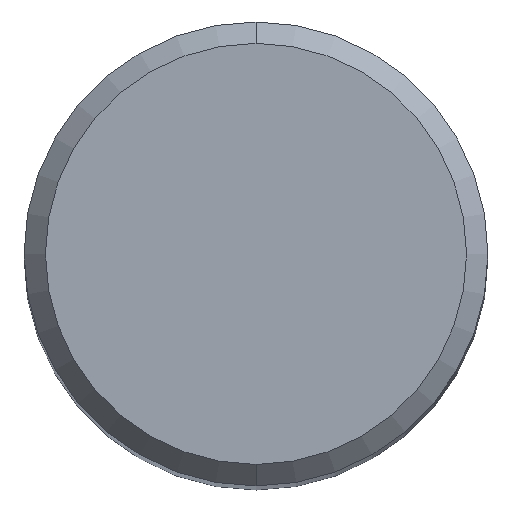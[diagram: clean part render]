
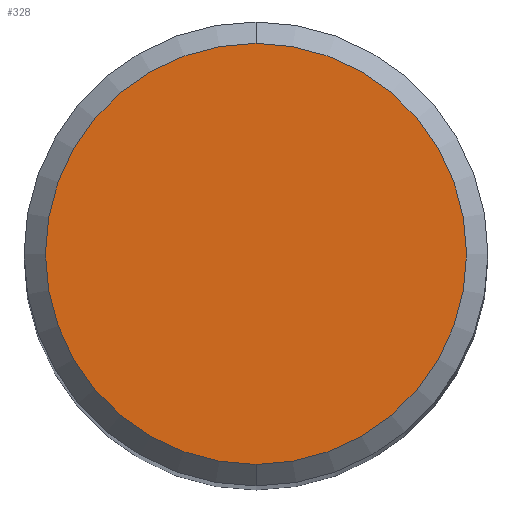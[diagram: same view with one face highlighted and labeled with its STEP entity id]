
A CAD part, top view. The second image highlights one B-rep face of the part: STEP entity #328.
In plain terms, the highlighted planar face has unit normal (0, 0, 1).
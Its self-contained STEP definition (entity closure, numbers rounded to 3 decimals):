
#274=EDGE_CURVE('',#382,#410,#586,.T.);
#300=EDGE_CURVE('',#410,#382,#614,.T.);
#328=ADVANCED_FACE('',(#643),#644,.T.);
#382=VERTEX_POINT('',#703);
#410=VERTEX_POINT('',#734);
#586=CIRCLE('',#1036,5.9);
#614=CIRCLE('',#1103,5.9);
#643=FACE_OUTER_BOUND('',#1201,.T.);
#644=PLANE('',#1202);
#703=CARTESIAN_POINT('',(0.0,5.9,0.0));
#734=CARTESIAN_POINT('',(0.,-5.9,0.0));
#1036=AXIS2_PLACEMENT_3D('',#1625,#1626,#1627);
#1103=AXIS2_PLACEMENT_3D('',#1646,#1647,#1648);
#1201=EDGE_LOOP('',(#1668,#1669));
#1202=AXIS2_PLACEMENT_3D('',#1670,#1671,#1672);
#1625=CARTESIAN_POINT('',(0.0,0.0,0.0));
#1626=DIRECTION('',(0.0,0.0,-1.0));
#1627=DIRECTION('',(0.0,1.0,0.0));
#1646=CARTESIAN_POINT('',(0.0,0.0,0.0));
#1647=DIRECTION('',(0.0,0.0,-1.0));
#1648=DIRECTION('',(0.0,1.0,0.0));
#1668=ORIENTED_EDGE('',*,*,#274,.F.);
#1669=ORIENTED_EDGE('',*,*,#300,.F.);
#1670=CARTESIAN_POINT('',(0.0,2.95,0.0));
#1671=DIRECTION('',(-0.0,0.0,1.0));
#1672=DIRECTION('',(0.0,-1.0,0.0));
